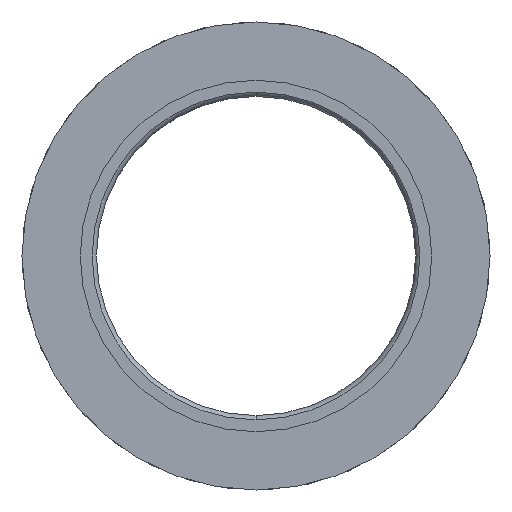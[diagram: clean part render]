
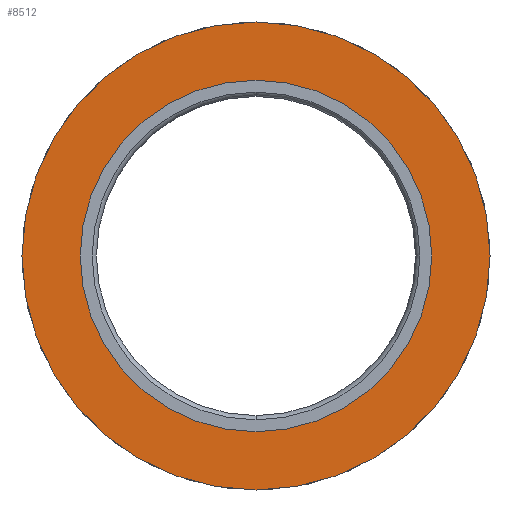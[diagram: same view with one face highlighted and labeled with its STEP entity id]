
A CAD part, front view. The second image highlights one B-rep face of the part: STEP entity #8512.
In plain terms, the highlighted planar face has unit normal (0, -1, 0).
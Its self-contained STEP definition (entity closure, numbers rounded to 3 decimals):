
#30 = EDGE_CURVE ( 'NONE', #3207, #4639, #7336, .T. ) ;
#238 = CIRCLE ( 'NONE', #4975, 27.5 ) ;
#377 = EDGE_CURVE ( 'NONE', #4639, #3207, #6764, .T. ) ;
#811 = DIRECTION ( 'NONE',  ( 0., 0., 1. ) ) ;
#1714 = CARTESIAN_POINT ( 'NONE',  ( 0., 0., 0. ) ) ;
#1873 = AXIS2_PLACEMENT_3D ( 'NONE', #4451, #3084, #5480 ) ;
#1921 = EDGE_CURVE ( 'NONE', #2899, #2610, #238, .T. ) ;
#2038 = EDGE_CURVE ( 'NONE', #2610, #2899, #5267, .T. ) ;
#2231 = ORIENTED_EDGE ( 'NONE', *, *, #1921, .F. ) ;
#2520 = ORIENTED_EDGE ( 'NONE', *, *, #377, .T. ) ;
#2549 = ORIENTED_EDGE ( 'NONE', *, *, #2038, .F. ) ;
#2610 = VERTEX_POINT ( 'NONE', #9374 ) ;
#2899 = VERTEX_POINT ( 'NONE', #8452 ) ;
#3084 = DIRECTION ( 'NONE',  ( 0., 1., 0. ) ) ;
#3207 = VERTEX_POINT ( 'NONE', #6828 ) ;
#3345 = DIRECTION ( 'NONE',  ( 0., 0., -1. ) ) ;
#3428 = DIRECTION ( 'NONE',  ( 0., 0., 1. ) ) ;
#3453 = EDGE_LOOP ( 'NONE', ( #2231, #2549 ) ) ;
#3479 = DIRECTION ( 'NONE',  ( 0., 1., 0. ) ) ;
#4197 = CARTESIAN_POINT ( 'NONE',  ( 0., 0., 0. ) ) ;
#4451 = CARTESIAN_POINT ( 'NONE',  ( 0., 0., 0. ) ) ;
#4551 = FACE_OUTER_BOUND ( 'NONE', #3453, .T. ) ;
#4639 = VERTEX_POINT ( 'NONE', #6140 ) ;
#4881 = ORIENTED_EDGE ( 'NONE', *, *, #30, .T. ) ;
#4975 = AXIS2_PLACEMENT_3D ( 'NONE', #4197, #3479, #7786 ) ;
#5267 = CIRCLE ( 'NONE', #1873, 27.5 ) ;
#5480 = DIRECTION ( 'NONE',  ( 0., 0., 1. ) ) ;
#5683 = AXIS2_PLACEMENT_3D ( 'NONE', #1714, #7550, #3428 ) ;
#5694 = CARTESIAN_POINT ( 'NONE',  ( 0., 0., 0. ) ) ;
#5811 = AXIS2_PLACEMENT_3D ( 'NONE', #6193, #7658, #3345 ) ;
#6140 = CARTESIAN_POINT ( 'NONE',  ( 0., 0., 20.65 ) ) ;
#6193 = CARTESIAN_POINT ( 'NONE',  ( 0., 0., 20.65 ) ) ;
#6764 = CIRCLE ( 'NONE', #6777, 20.65 ) ;
#6777 = AXIS2_PLACEMENT_3D ( 'NONE', #5694, #8677, #811 ) ;
#6828 = CARTESIAN_POINT ( 'NONE',  ( 0., 0., -20.65 ) ) ;
#7336 = CIRCLE ( 'NONE', #5683, 20.65 ) ;
#7550 = DIRECTION ( 'NONE',  ( 0., 1., 0. ) ) ;
#7658 = DIRECTION ( 'NONE',  ( 0., -1., 0. ) ) ;
#7786 = DIRECTION ( 'NONE',  ( 0., 0., 1. ) ) ;
#8216 = EDGE_LOOP ( 'NONE', ( #2520, #4881 ) ) ;
#8344 = PLANE ( 'NONE',  #5811 ) ;
#8374 = FACE_BOUND ( 'NONE', #8216, .T. ) ;
#8452 = CARTESIAN_POINT ( 'NONE',  ( 0., 0., 27.5 ) ) ;
#8512 = ADVANCED_FACE ( 'NONE', ( #8374, #4551 ), #8344, .T. ) ;
#8677 = DIRECTION ( 'NONE',  ( 0., 1., 0. ) ) ;
#9374 = CARTESIAN_POINT ( 'NONE',  ( 0., 0., -27.5 ) ) ;
